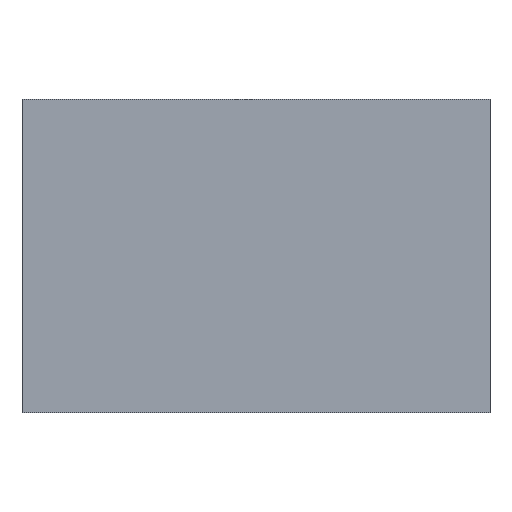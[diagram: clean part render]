
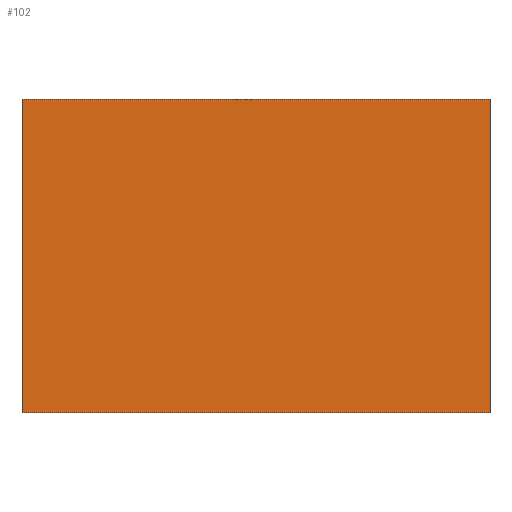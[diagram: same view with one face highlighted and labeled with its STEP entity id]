
A CAD part, top view. The second image highlights one B-rep face of the part: STEP entity #102.
In plain terms, the highlighted planar face has unit normal (0, 0, 1).
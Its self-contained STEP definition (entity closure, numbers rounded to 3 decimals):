
#2 = VERTEX_POINT ( 'NONE', #31 ) ;
#7 = CARTESIAN_POINT ( 'NONE',  ( 466.706, 318.335, 20. ) ) ;
#12 = ORIENTED_EDGE ( 'NONE', *, *, #149, .T. ) ;
#28 = VECTOR ( 'NONE', #139, 1000. ) ;
#29 = LINE ( 'NONE', #7, #28 ) ;
#31 = CARTESIAN_POINT ( 'NONE',  ( -473.294, -311.665, 20. ) ) ;
#46 = CARTESIAN_POINT ( 'NONE',  ( 466.706, 318.335, 20. ) ) ;
#49 = CARTESIAN_POINT ( 'NONE',  ( 0., 0., 20. ) ) ;
#51 = VERTEX_POINT ( 'NONE', #46 ) ;
#62 = DIRECTION ( 'NONE',  ( 0., -1., 0. ) ) ;
#64 = LINE ( 'NONE', #79, #190 ) ;
#74 = DIRECTION ( 'NONE',  ( 1., 0., 0. ) ) ;
#79 = CARTESIAN_POINT ( 'NONE',  ( -473.294, -311.665, 20. ) ) ;
#100 = VERTEX_POINT ( 'NONE', #179 ) ;
#102 = ADVANCED_FACE ( 'NONE', ( #147 ), #177, .T. ) ;
#106 = EDGE_LOOP ( 'NONE', ( #166, #174, #129, #12 ) ) ;
#110 = CARTESIAN_POINT ( 'NONE',  ( 466.706, -311.665, 20. ) ) ;
#125 = CARTESIAN_POINT ( 'NONE',  ( -473.294, 318.335, 20. ) ) ;
#127 = CARTESIAN_POINT ( 'NONE',  ( -473.294, 318.335, 20. ) ) ;
#129 = ORIENTED_EDGE ( 'NONE', *, *, #173, .T. ) ;
#130 = EDGE_CURVE ( 'NONE', #51, #131, #29, .T. ) ;
#131 = VERTEX_POINT ( 'NONE', #125 ) ;
#139 = DIRECTION ( 'NONE',  ( -1., 0., 0. ) ) ;
#147 = FACE_OUTER_BOUND ( 'NONE', #106, .T. ) ;
#149 = EDGE_CURVE ( 'NONE', #100, #51, #198, .T. ) ;
#152 = EDGE_CURVE ( 'NONE', #131, #2, #186, .T. ) ;
#155 = AXIS2_PLACEMENT_3D ( 'NONE', #49, #158, #74 ) ;
#158 = DIRECTION ( 'NONE',  ( 0., 0., 1. ) ) ;
#166 = ORIENTED_EDGE ( 'NONE', *, *, #130, .T. ) ;
#173 = EDGE_CURVE ( 'NONE', #2, #100, #64, .T. ) ;
#174 = ORIENTED_EDGE ( 'NONE', *, *, #152, .T. ) ;
#177 = PLANE ( 'NONE',  #155 ) ;
#179 = CARTESIAN_POINT ( 'NONE',  ( 466.706, -311.665, 20. ) ) ;
#182 = VECTOR ( 'NONE', #62, 1000. ) ;
#185 = DIRECTION ( 'NONE',  ( 0., 1., 0. ) ) ;
#186 = LINE ( 'NONE', #127, #182 ) ;
#190 = VECTOR ( 'NONE', #197, 1000. ) ;
#197 = DIRECTION ( 'NONE',  ( 1., 0., 0. ) ) ;
#198 = LINE ( 'NONE', #110, #200 ) ;
#200 = VECTOR ( 'NONE', #185, 1000. ) ;
